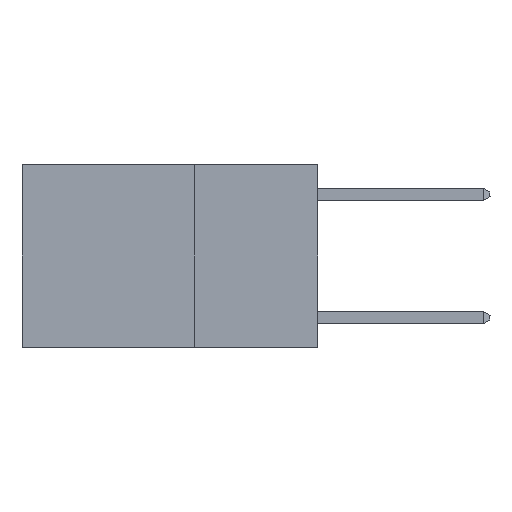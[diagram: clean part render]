
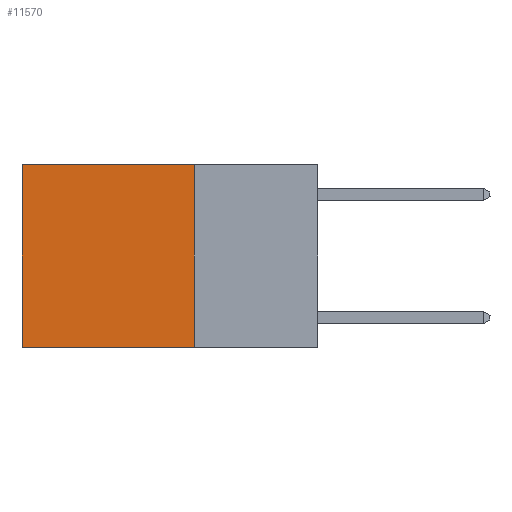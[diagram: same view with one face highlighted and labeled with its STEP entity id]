
A CAD part, left-side view. The second image highlights one B-rep face of the part: STEP entity #11570.
In plain terms, the highlighted planar face has unit normal (-1, 0, 0).
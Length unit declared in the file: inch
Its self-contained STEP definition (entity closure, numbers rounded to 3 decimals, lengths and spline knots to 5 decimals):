
#947 = ORIENTED_EDGE ( 'NONE', *, *, #12454, .F. ) ;
#1056 = DIRECTION ( 'NONE',  ( 0., 0., -1. ) ) ;
#1329 = VECTOR ( 'NONE', #3279, 39.37008 ) ;
#1727 = LINE ( 'NONE', #15048, #1329 ) ;
#2203 = ORIENTED_EDGE ( 'NONE', *, *, #17813, .F. ) ;
#2614 = VECTOR ( 'NONE', #2637, 39.37008 ) ;
#2637 = DIRECTION ( 'NONE',  ( 0., 0., -1. ) ) ;
#3012 = VECTOR ( 'NONE', #1056, 39.37008 ) ;
#3030 = EDGE_LOOP ( 'NONE', ( #15860, #947, #2203, #12079 ) ) ;
#3279 = DIRECTION ( 'NONE',  ( 0., 1., 0. ) ) ;
#3731 = CARTESIAN_POINT ( 'NONE',  ( 0.2625, 0.25, 0. ) ) ;
#5321 = CARTESIAN_POINT ( 'NONE',  ( 0.2625, 0.6, -0.37 ) ) ;
#5774 = EDGE_CURVE ( 'NONE', #17103, #17242, #10869, .T. ) ;
#7956 = VERTEX_POINT ( 'NONE', #5321 ) ;
#8431 = VECTOR ( 'NONE', #13968, 39.37008 ) ;
#8557 = EDGE_CURVE ( 'NONE', #17242, #7956, #15736, .T. ) ;
#9412 = CARTESIAN_POINT ( 'NONE',  ( 0.2625, 0.25, 0. ) ) ;
#9922 = CARTESIAN_POINT ( 'NONE',  ( 0.2625, 0.25, -0.37 ) ) ;
#10869 = LINE ( 'NONE', #3731, #8431 ) ;
#11570 = ADVANCED_FACE ( 'NONE', ( #18281 ), #13745, .F. ) ;
#12079 = ORIENTED_EDGE ( 'NONE', *, *, #5774, .T. ) ;
#12192 = CARTESIAN_POINT ( 'NONE',  ( 0.2625, 0.25, 0. ) ) ;
#12293 = DIRECTION ( 'NONE',  ( 0., 0., -1. ) ) ;
#12454 = EDGE_CURVE ( 'NONE', #15492, #7956, #1727, .T. ) ;
#13247 = LINE ( 'NONE', #15955, #2614 ) ;
#13325 = AXIS2_PLACEMENT_3D ( 'NONE', #12192, #13944, #12293 ) ;
#13745 = PLANE ( 'NONE',  #13325 ) ;
#13944 = DIRECTION ( 'NONE',  ( 1., 0., 0. ) ) ;
#13968 = DIRECTION ( 'NONE',  ( 0., 1., 0. ) ) ;
#14241 = CARTESIAN_POINT ( 'NONE',  ( 0.2625, 0.6, 0. ) ) ;
#14281 = CARTESIAN_POINT ( 'NONE',  ( 0.2625, 0.6, 0. ) ) ;
#15048 = CARTESIAN_POINT ( 'NONE',  ( 0.2625, 0.25, -0.37 ) ) ;
#15492 = VERTEX_POINT ( 'NONE', #9922 ) ;
#15736 = LINE ( 'NONE', #14281, #3012 ) ;
#15860 = ORIENTED_EDGE ( 'NONE', *, *, #8557, .T. ) ;
#15955 = CARTESIAN_POINT ( 'NONE',  ( 0.2625, 0.25, 0. ) ) ;
#17103 = VERTEX_POINT ( 'NONE', #9412 ) ;
#17242 = VERTEX_POINT ( 'NONE', #14241 ) ;
#17813 = EDGE_CURVE ( 'NONE', #17103, #15492, #13247, .T. ) ;
#18281 = FACE_OUTER_BOUND ( 'NONE', #3030, .T. ) ;
